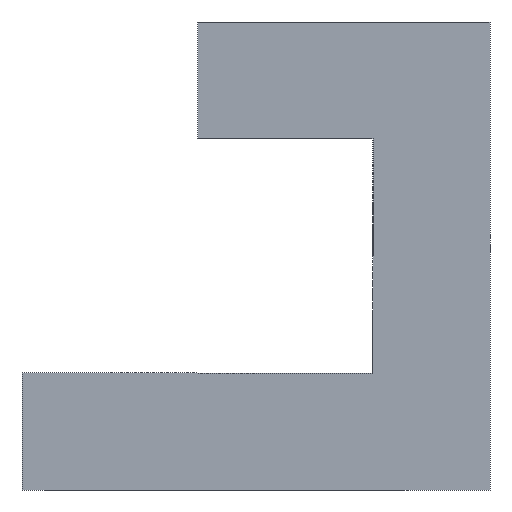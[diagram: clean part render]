
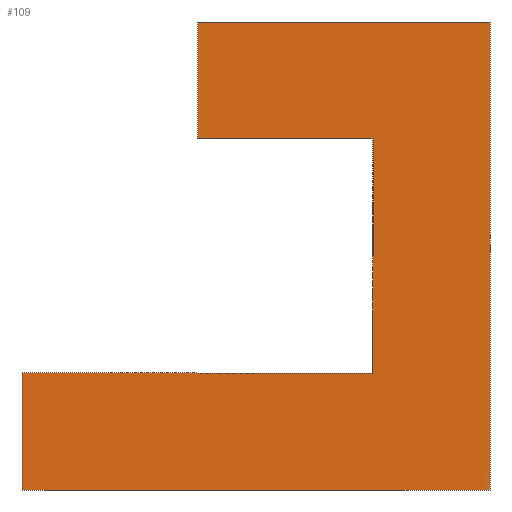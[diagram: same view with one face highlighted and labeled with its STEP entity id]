
A CAD part, left-side view. The second image highlights one B-rep face of the part: STEP entity #109.
In plain terms, the highlighted planar face has unit normal (-1, 0, 0).
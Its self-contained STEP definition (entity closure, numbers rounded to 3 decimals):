
#3 = ORIENTED_EDGE ( 'NONE', *, *, #242, .T. ) ;
#5 = VECTOR ( 'NONE', #450, 1000. ) ;
#7 = EDGE_LOOP ( 'NONE', ( #680, #3, #217, #89, #443, #73, #382, #433 ) ) ;
#16 = CARTESIAN_POINT ( 'NONE',  ( -6., 25., 40. ) ) ;
#25 = LINE ( 'NONE', #16, #504 ) ;
#34 = LINE ( 'NONE', #284, #308 ) ;
#54 = DIRECTION ( 'NONE',  ( 0., 1., 0. ) ) ;
#67 = VERTEX_POINT ( 'NONE', #298 ) ;
#73 = ORIENTED_EDGE ( 'NONE', *, *, #786, .F. ) ;
#89 = ORIENTED_EDGE ( 'NONE', *, *, #563, .T. ) ;
#109 = ADVANCED_FACE ( 'NONE', ( #374 ), #311, .F. ) ;
#111 = CARTESIAN_POINT ( 'NONE',  ( -6., -5., 10. ) ) ;
#117 = VECTOR ( 'NONE', #481, 1000. ) ;
#120 = DIRECTION ( 'NONE',  ( 0., 0., -1. ) ) ;
#132 = CARTESIAN_POINT ( 'NONE',  ( -6., -5., 30. ) ) ;
#153 = DIRECTION ( 'NONE',  ( 0., -1., 0. ) ) ;
#184 = CARTESIAN_POINT ( 'NONE',  ( -6., 25., 10. ) ) ;
#191 = VERTEX_POINT ( 'NONE', #722 ) ;
#202 = CARTESIAN_POINT ( 'NONE',  ( -6., -5., 10. ) ) ;
#211 = VERTEX_POINT ( 'NONE', #725 ) ;
#217 = ORIENTED_EDGE ( 'NONE', *, *, #650, .T. ) ;
#223 = CARTESIAN_POINT ( 'NONE',  ( -6., -5., 30. ) ) ;
#230 = VECTOR ( 'NONE', #54, 1000. ) ;
#236 = LINE ( 'NONE', #768, #348 ) ;
#240 = DIRECTION ( 'NONE',  ( 0., 1., 0. ) ) ;
#242 = EDGE_CURVE ( 'NONE', #355, #211, #369, .T. ) ;
#264 = DIRECTION ( 'NONE',  ( 0., 0., -1. ) ) ;
#284 = CARTESIAN_POINT ( 'NONE',  ( -6., 25., 0. ) ) ;
#297 = CARTESIAN_POINT ( 'NONE',  ( -6., 25., 40. ) ) ;
#298 = CARTESIAN_POINT ( 'NONE',  ( -6., 9.958, 30. ) ) ;
#308 = VECTOR ( 'NONE', #761, 1000. ) ;
#311 = PLANE ( 'NONE',  #668 ) ;
#322 = LINE ( 'NONE', #551, #659 ) ;
#348 = VECTOR ( 'NONE', #664, 1000. ) ;
#352 = EDGE_CURVE ( 'NONE', #191, #456, #236, .T. ) ;
#355 = VERTEX_POINT ( 'NONE', #111 ) ;
#368 = VERTEX_POINT ( 'NONE', #724 ) ;
#369 = LINE ( 'NONE', #184, #230 ) ;
#374 = FACE_OUTER_BOUND ( 'NONE', #7, .T. ) ;
#382 = ORIENTED_EDGE ( 'NONE', *, *, #447, .T. ) ;
#385 = CARTESIAN_POINT ( 'NONE',  ( -6., -15., 0. ) ) ;
#428 = VECTOR ( 'NONE', #153, 1000. ) ;
#433 = ORIENTED_EDGE ( 'NONE', *, *, #514, .T. ) ;
#443 = ORIENTED_EDGE ( 'NONE', *, *, #352, .F. ) ;
#447 = EDGE_CURVE ( 'NONE', #700, #67, #322, .T. ) ;
#450 = DIRECTION ( 'NONE',  ( 0., 0., -1. ) ) ;
#456 = VERTEX_POINT ( 'NONE', #385 ) ;
#471 = LINE ( 'NONE', #223, #428 ) ;
#481 = DIRECTION ( 'NONE',  ( 0., -1., 0. ) ) ;
#504 = VECTOR ( 'NONE', #264, 1000. ) ;
#514 = EDGE_CURVE ( 'NONE', #67, #737, #471, .T. ) ;
#536 = CARTESIAN_POINT ( 'NONE',  ( -6., 25., 40. ) ) ;
#551 = CARTESIAN_POINT ( 'NONE',  ( -6., 9.958, 30. ) ) ;
#556 = EDGE_CURVE ( 'NONE', #737, #355, #688, .T. ) ;
#563 = EDGE_CURVE ( 'NONE', #368, #456, #34, .T. ) ;
#594 = LINE ( 'NONE', #297, #117 ) ;
#650 = EDGE_CURVE ( 'NONE', #211, #368, #25, .T. ) ;
#659 = VECTOR ( 'NONE', #120, 1000. ) ;
#664 = DIRECTION ( 'NONE',  ( 0., 0., -1. ) ) ;
#666 = DIRECTION ( 'NONE',  ( 1., 0., 0. ) ) ;
#668 = AXIS2_PLACEMENT_3D ( 'NONE', #536, #666, #240 ) ;
#680 = ORIENTED_EDGE ( 'NONE', *, *, #556, .T. ) ;
#688 = LINE ( 'NONE', #202, #5 ) ;
#700 = VERTEX_POINT ( 'NONE', #708 ) ;
#708 = CARTESIAN_POINT ( 'NONE',  ( -6., 9.958, 40. ) ) ;
#722 = CARTESIAN_POINT ( 'NONE',  ( -6., -15., 40. ) ) ;
#724 = CARTESIAN_POINT ( 'NONE',  ( -6., 25., 0. ) ) ;
#725 = CARTESIAN_POINT ( 'NONE',  ( -6., 25., 10. ) ) ;
#737 = VERTEX_POINT ( 'NONE', #132 ) ;
#761 = DIRECTION ( 'NONE',  ( 0., -1., 0. ) ) ;
#768 = CARTESIAN_POINT ( 'NONE',  ( -6., -15., 40. ) ) ;
#786 = EDGE_CURVE ( 'NONE', #700, #191, #594, .T. ) ;
